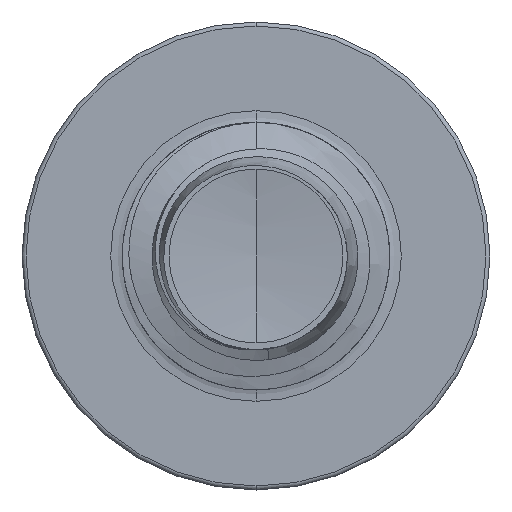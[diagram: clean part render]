
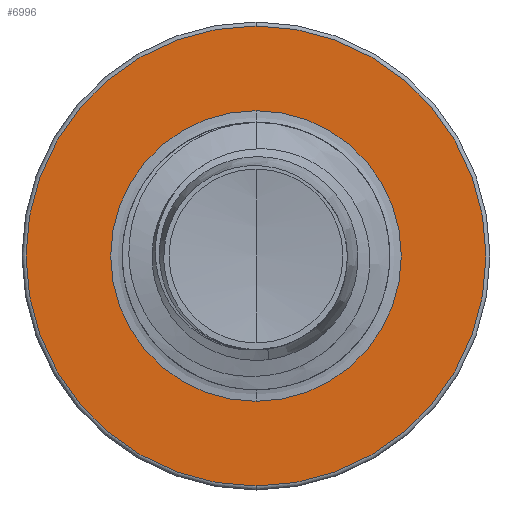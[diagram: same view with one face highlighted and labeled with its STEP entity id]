
A CAD part, front view. The second image highlights one B-rep face of the part: STEP entity #6996.
In plain terms, the highlighted planar face has unit normal (0, -1, 0).
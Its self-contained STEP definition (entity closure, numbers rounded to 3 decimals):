
#2469 = CIRCLE ( 'NONE', #4069, 3.44 ) ;
#2670 = DIRECTION ( 'NONE',  ( 0., 1., 0. ) ) ;
#2918 = CIRCLE ( 'NONE', #3547, 2.174 ) ;
#3547 = AXIS2_PLACEMENT_3D ( 'NONE', #21684, #8198, #23132 ) ;
#3701 = CARTESIAN_POINT ( 'NONE',  ( 0., 12.5, -2.174 ) ) ;
#4069 = AXIS2_PLACEMENT_3D ( 'NONE', #25414, #14921, #26455 ) ;
#4703 = VERTEX_POINT ( 'NONE', #11972 ) ;
#5236 = CARTESIAN_POINT ( 'NONE',  ( 0., 12.5, -3.44 ) ) ;
#6996 = ADVANCED_FACE ( 'NONE', ( #19116, #26250 ), #22793, .F. ) ;
#7788 = DIRECTION ( 'NONE',  ( 0., 0., 1. ) ) ;
#7821 = DIRECTION ( 'NONE',  ( 0., 1., 0. ) ) ;
#7860 = CARTESIAN_POINT ( 'NONE',  ( 0., 12.5, 0. ) ) ;
#8198 = DIRECTION ( 'NONE',  ( 0., 1., 0. ) ) ;
#10540 = ORIENTED_EDGE ( 'NONE', *, *, #23251, .F. ) ;
#11972 = CARTESIAN_POINT ( 'NONE',  ( 0., 12.5, 2.174 ) ) ;
#12059 = EDGE_CURVE ( 'NONE', #14077, #25894, #16917, .T. ) ;
#12323 = EDGE_LOOP ( 'NONE', ( #18956, #13441 ) ) ;
#13441 = ORIENTED_EDGE ( 'NONE', *, *, #21585, .T. ) ;
#14038 = AXIS2_PLACEMENT_3D ( 'NONE', #22850, #22739, #22694 ) ;
#14077 = VERTEX_POINT ( 'NONE', #15344 ) ;
#14218 = EDGE_LOOP ( 'NONE', ( #25646, #10540 ) ) ;
#14921 = DIRECTION ( 'NONE',  ( 0., 1., 0. ) ) ;
#15344 = CARTESIAN_POINT ( 'NONE',  ( 0., 12.5, 3.44 ) ) ;
#16771 = AXIS2_PLACEMENT_3D ( 'NONE', #17715, #2670, #19929 ) ;
#16917 = CIRCLE ( 'NONE', #19540, 3.44 ) ;
#17715 = CARTESIAN_POINT ( 'NONE',  ( 0., 12.5, 0. ) ) ;
#17846 = VERTEX_POINT ( 'NONE', #3701 ) ;
#18956 = ORIENTED_EDGE ( 'NONE', *, *, #24120, .T. ) ;
#19116 = FACE_OUTER_BOUND ( 'NONE', #14218, .T. ) ;
#19540 = AXIS2_PLACEMENT_3D ( 'NONE', #7860, #7821, #7788 ) ;
#19929 = DIRECTION ( 'NONE',  ( 0., 0., 1. ) ) ;
#20743 = CIRCLE ( 'NONE', #16771, 2.174 ) ;
#21585 = EDGE_CURVE ( 'NONE', #17846, #4703, #2918, .T. ) ;
#21684 = CARTESIAN_POINT ( 'NONE',  ( 0., 12.5, 0. ) ) ;
#22694 = DIRECTION ( 'NONE',  ( 0., 0., 1. ) ) ;
#22739 = DIRECTION ( 'NONE',  ( 0., 1., 0. ) ) ;
#22793 = PLANE ( 'NONE',  #14038 ) ;
#22850 = CARTESIAN_POINT ( 'NONE',  ( 0., 12.5, -2.174 ) ) ;
#23132 = DIRECTION ( 'NONE',  ( 0., 0., 1. ) ) ;
#23251 = EDGE_CURVE ( 'NONE', #25894, #14077, #2469, .T. ) ;
#24120 = EDGE_CURVE ( 'NONE', #4703, #17846, #20743, .T. ) ;
#25414 = CARTESIAN_POINT ( 'NONE',  ( 0., 12.5, 0. ) ) ;
#25646 = ORIENTED_EDGE ( 'NONE', *, *, #12059, .F. ) ;
#25894 = VERTEX_POINT ( 'NONE', #5236 ) ;
#26250 = FACE_BOUND ( 'NONE', #12323, .T. ) ;
#26455 = DIRECTION ( 'NONE',  ( 0., 0., 1. ) ) ;
